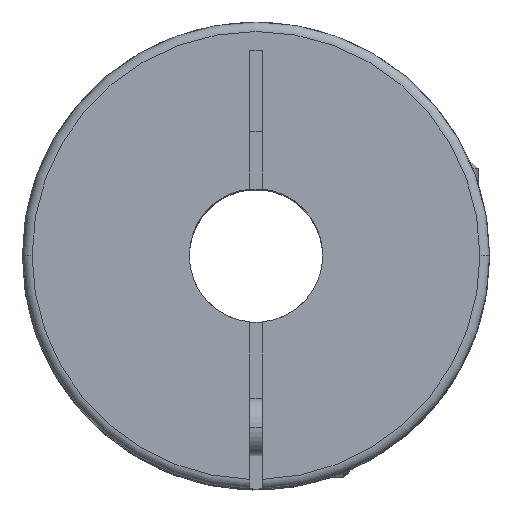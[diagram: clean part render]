
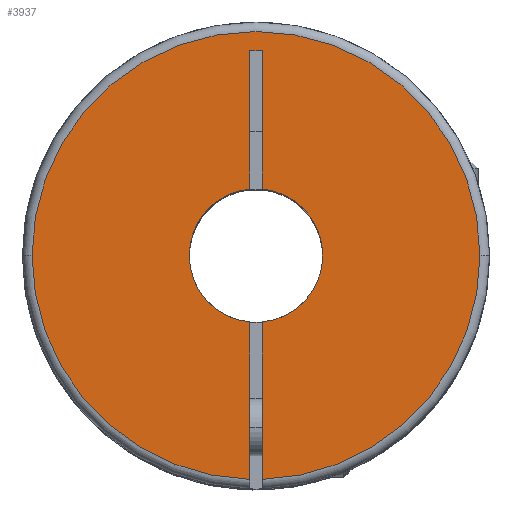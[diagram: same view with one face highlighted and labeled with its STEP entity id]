
A CAD part, top view. The second image highlights one B-rep face of the part: STEP entity #3937.
In plain terms, the highlighted planar face has unit normal (0, 0, 1).
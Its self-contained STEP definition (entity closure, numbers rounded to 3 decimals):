
#10 = VERTEX_POINT ( 'NONE', #3756 ) ;
#42 = DIRECTION ( 'NONE',  ( -1., 0., 0. ) ) ;
#66 = ORIENTED_EDGE ( 'NONE', *, *, #1699, .F. ) ;
#92 = VECTOR ( 'NONE', #2088, 1000. ) ;
#115 = EDGE_CURVE ( 'NONE', #1493, #680, #1928, .T. ) ;
#239 = VERTEX_POINT ( 'NONE', #2113 ) ;
#288 = AXIS2_PLACEMENT_3D ( 'NONE', #3109, #1570, #42 ) ;
#303 = DIRECTION ( 'NONE',  ( -1., 0., 0. ) ) ;
#355 = CARTESIAN_POINT ( 'NONE',  ( -0.65, 21.5, 0. ) ) ;
#391 = CIRCLE ( 'NONE', #1409, 23.5 ) ;
#432 = AXIS2_PLACEMENT_3D ( 'NONE', #1726, #3585, #536 ) ;
#488 = CIRCLE ( 'NONE', #288, 7. ) ;
#535 = CARTESIAN_POINT ( 'NONE',  ( -23.5, 0., 0. ) ) ;
#536 = DIRECTION ( 'NONE',  ( -1., 0., 0. ) ) ;
#539 = VECTOR ( 'NONE', #303, 1000. ) ;
#558 = EDGE_CURVE ( 'NONE', #3964, #239, #3086, .T. ) ;
#592 = LINE ( 'NONE', #355, #3378 ) ;
#606 = DIRECTION ( 'NONE',  ( -1., 0., 0. ) ) ;
#680 = VERTEX_POINT ( 'NONE', #3003 ) ;
#711 = AXIS2_PLACEMENT_3D ( 'NONE', #1199, #2655, #3837 ) ;
#871 = CARTESIAN_POINT ( 'NONE',  ( 0.65, -24.5, 0. ) ) ;
#885 = CARTESIAN_POINT ( 'NONE',  ( 0.65, 21.5, 0. ) ) ;
#893 = LINE ( 'NONE', #2762, #92 ) ;
#921 = CIRCLE ( 'NONE', #1951, 23.5 ) ;
#932 = CARTESIAN_POINT ( 'NONE',  ( 0., 0., 0. ) ) ;
#1001 = ORIENTED_EDGE ( 'NONE', *, *, #3377, .F. ) ;
#1079 = VERTEX_POINT ( 'NONE', #2151 ) ;
#1105 = CARTESIAN_POINT ( 'NONE',  ( -0.65, 21.5, 0. ) ) ;
#1116 = ORIENTED_EDGE ( 'NONE', *, *, #3323, .F. ) ;
#1135 = VERTEX_POINT ( 'NONE', #885 ) ;
#1199 = CARTESIAN_POINT ( 'NONE',  ( 0., 0., 0. ) ) ;
#1286 = ORIENTED_EDGE ( 'NONE', *, *, #2160, .F. ) ;
#1297 = CARTESIAN_POINT ( 'NONE',  ( 0.65, 6.97, 0. ) ) ;
#1355 = VECTOR ( 'NONE', #3068, 1000. ) ;
#1360 = PLANE ( 'NONE',  #3416 ) ;
#1369 = VERTEX_POINT ( 'NONE', #3600 ) ;
#1372 = VERTEX_POINT ( 'NONE', #535 ) ;
#1409 = AXIS2_PLACEMENT_3D ( 'NONE', #2515, #3440, #2448 ) ;
#1442 = EDGE_CURVE ( 'NONE', #10, #3325, #3850, .T. ) ;
#1454 = DIRECTION ( 'NONE',  ( 0., -1., 0. ) ) ;
#1457 = EDGE_LOOP ( 'NONE', ( #66, #2299, #3418, #3589, #2606, #1001, #1804, #2611, #1116, #3849, #1286 ) ) ;
#1493 = VERTEX_POINT ( 'NONE', #3709 ) ;
#1570 = DIRECTION ( 'NONE',  ( 0., 0., -1. ) ) ;
#1652 = CIRCLE ( 'NONE', #432, 7. ) ;
#1679 = DIRECTION ( 'NONE',  ( -1., 0., 0. ) ) ;
#1699 = EDGE_CURVE ( 'NONE', #3325, #1372, #921, .T. ) ;
#1726 = CARTESIAN_POINT ( 'NONE',  ( 0., 0., 0. ) ) ;
#1739 = EDGE_CURVE ( 'NONE', #10, #1079, #488, .T. ) ;
#1804 = ORIENTED_EDGE ( 'NONE', *, *, #3340, .F. ) ;
#1928 = CIRCLE ( 'NONE', #711, 23.5 ) ;
#1951 = AXIS2_PLACEMENT_3D ( 'NONE', #932, #2848, #606 ) ;
#2088 = DIRECTION ( 'NONE',  ( 0., 1., 0. ) ) ;
#2113 = CARTESIAN_POINT ( 'NONE',  ( 0.65, -6.97, 0. ) ) ;
#2151 = CARTESIAN_POINT ( 'NONE',  ( -7., 0., 0. ) ) ;
#2160 = EDGE_CURVE ( 'NONE', #1372, #1493, #391, .T. ) ;
#2299 = ORIENTED_EDGE ( 'NONE', *, *, #1442, .F. ) ;
#2448 = DIRECTION ( 'NONE',  ( -1., 0., 0. ) ) ;
#2449 = EDGE_CURVE ( 'NONE', #1079, #3210, #1652, .T. ) ;
#2474 = LINE ( 'NONE', #871, #1355 ) ;
#2515 = CARTESIAN_POINT ( 'NONE',  ( 0., 0., 0. ) ) ;
#2526 = EDGE_CURVE ( 'NONE', #1369, #3210, #592, .T. ) ;
#2551 = DIRECTION ( 'NONE',  ( 0., 0., -1. ) ) ;
#2606 = ORIENTED_EDGE ( 'NONE', *, *, #2526, .F. ) ;
#2611 = ORIENTED_EDGE ( 'NONE', *, *, #558, .T. ) ;
#2622 = CARTESIAN_POINT ( 'NONE',  ( 0., 0., 0. ) ) ;
#2642 = CARTESIAN_POINT ( 'NONE',  ( -0.65, 6.97, 0. ) ) ;
#2655 = DIRECTION ( 'NONE',  ( 0., 0., -1. ) ) ;
#2762 = CARTESIAN_POINT ( 'NONE',  ( 0.65, -24.5, 0. ) ) ;
#2839 = DIRECTION ( 'NONE',  ( 0., -1., 0. ) ) ;
#2848 = DIRECTION ( 'NONE',  ( 0., 0., -1. ) ) ;
#2898 = AXIS2_PLACEMENT_3D ( 'NONE', #2622, #3804, #1679 ) ;
#2901 = FACE_OUTER_BOUND ( 'NONE', #1457, .T. ) ;
#2919 = VECTOR ( 'NONE', #1454, 1000. ) ;
#3003 = CARTESIAN_POINT ( 'NONE',  ( 0.65, -23.491, 0. ) ) ;
#3068 = DIRECTION ( 'NONE',  ( 0., 1., 0. ) ) ;
#3075 = DIRECTION ( 'NONE',  ( 0., -1., 0. ) ) ;
#3086 = CIRCLE ( 'NONE', #2898, 7. ) ;
#3090 = CARTESIAN_POINT ( 'NONE',  ( 0.65, 21.5, 0. ) ) ;
#3109 = CARTESIAN_POINT ( 'NONE',  ( 0., 0., 0. ) ) ;
#3210 = VERTEX_POINT ( 'NONE', #2642 ) ;
#3323 = EDGE_CURVE ( 'NONE', #680, #239, #2474, .T. ) ;
#3325 = VERTEX_POINT ( 'NONE', #3633 ) ;
#3340 = EDGE_CURVE ( 'NONE', #3964, #1135, #893, .T. ) ;
#3356 = LINE ( 'NONE', #3090, #539 ) ;
#3377 = EDGE_CURVE ( 'NONE', #1135, #1369, #3356, .T. ) ;
#3378 = VECTOR ( 'NONE', #3075, 1000. ) ;
#3416 = AXIS2_PLACEMENT_3D ( 'NONE', #3811, #2551, #2839 ) ;
#3418 = ORIENTED_EDGE ( 'NONE', *, *, #1739, .T. ) ;
#3440 = DIRECTION ( 'NONE',  ( 0., 0., -1. ) ) ;
#3585 = DIRECTION ( 'NONE',  ( 0., 0., -1. ) ) ;
#3589 = ORIENTED_EDGE ( 'NONE', *, *, #2449, .T. ) ;
#3600 = CARTESIAN_POINT ( 'NONE',  ( -0.65, 21.5, 0. ) ) ;
#3633 = CARTESIAN_POINT ( 'NONE',  ( -0.65, -23.491, 0. ) ) ;
#3709 = CARTESIAN_POINT ( 'NONE',  ( 23.5, 0., 0. ) ) ;
#3756 = CARTESIAN_POINT ( 'NONE',  ( -0.65, -6.97, 0. ) ) ;
#3804 = DIRECTION ( 'NONE',  ( 0., 0., -1. ) ) ;
#3811 = CARTESIAN_POINT ( 'NONE',  ( 0., 0., 0. ) ) ;
#3837 = DIRECTION ( 'NONE',  ( -1., 0., 0. ) ) ;
#3849 = ORIENTED_EDGE ( 'NONE', *, *, #115, .F. ) ;
#3850 = LINE ( 'NONE', #1105, #2919 ) ;
#3937 = ADVANCED_FACE ( 'NONE', ( #2901 ), #1360, .F. ) ;
#3964 = VERTEX_POINT ( 'NONE', #1297 ) ;
